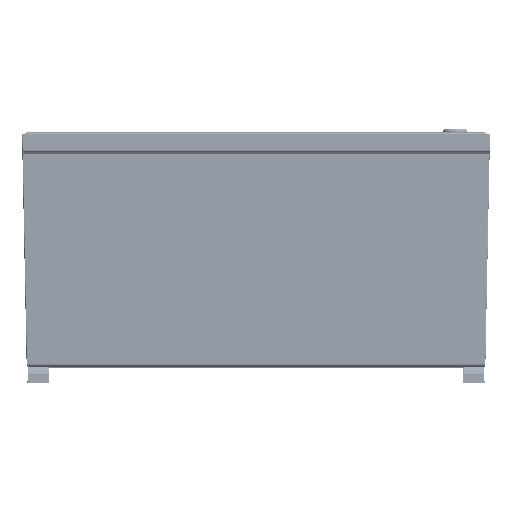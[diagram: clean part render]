
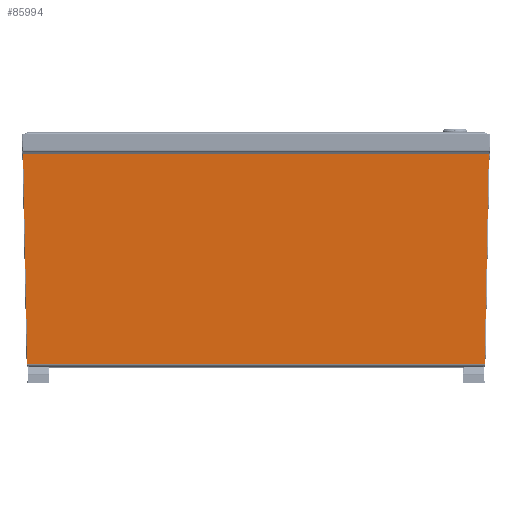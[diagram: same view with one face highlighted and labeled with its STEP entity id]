
A CAD part, top view. The second image highlights one B-rep face of the part: STEP entity #85994.
In plain terms, the highlighted planar face has unit normal (0, -0.014, 1).
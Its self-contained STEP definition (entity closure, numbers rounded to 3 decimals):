
#19605=DIRECTION('',(-1.,0.,0.));
#19606=VECTOR('',#19605,586.16);
#19607=CARTESIAN_POINT('',(293.08,3.938,384.055));
#19608=LINE('',#19607,#19606);
#20192=DIRECTION('',(0.02,1.,0.014));
#20193=VECTOR('',#20192,268.764);
#20194=CARTESIAN_POINT('',(293.08,3.938,384.055));
#20195=LINE('',#20194,#20193);
#20196=DIRECTION('',(0.02,-1.,-0.014));
#20197=VECTOR('',#20196,268.764);
#20198=CARTESIAN_POINT('',(-298.471,272.622,
387.795));
#20199=LINE('',#20198,#20197);
#20229=DIRECTION('',(1.,0.,0.));
#20230=VECTOR('',#20229,596.942);
#20231=CARTESIAN_POINT('',(-298.471,272.622,
387.795));
#20232=LINE('',#20231,#20230);
#44334=CARTESIAN_POINT('',(-298.471,272.622,
387.795));
#44335=CARTESIAN_POINT('',(298.471,272.622,387.795));
#44336=VERTEX_POINT('',#44334);
#44337=VERTEX_POINT('',#44335);
#44340=CARTESIAN_POINT('',(-293.08,3.938,
384.055));
#44341=VERTEX_POINT('',#44340);
#44342=CARTESIAN_POINT('',(293.08,3.938,384.055));
#44343=VERTEX_POINT('',#44342);
#85981=CARTESIAN_POINT('',(310.,273.,387.8));
#85982=DIRECTION('',(0.,0.014,-1.));
#85983=DIRECTION('',(0.,1.,0.014));
#85984=AXIS2_PLACEMENT_3D('',#85981,#85982,#85983);
#85985=PLANE('',#85984);
#85987=ORIENTED_EDGE('',*,*,#85986,.F.);
#85988=ORIENTED_EDGE('',*,*,#84468,.T.);
#85989=ORIENTED_EDGE('',*,*,#85976,.F.);
#85991=ORIENTED_EDGE('',*,*,#85990,.T.);
#85992=EDGE_LOOP('',(#85987,#85988,#85989,#85991));
#85993=FACE_OUTER_BOUND('',#85992,.F.);
#84468=EDGE_CURVE('',#44343,#44341,#19608,.T.);
#85976=EDGE_CURVE('',#44336,#44341,#20199,.T.);
#85986=EDGE_CURVE('',#44343,#44337,#20195,.T.);
#85990=EDGE_CURVE('',#44336,#44337,#20232,.T.);
#85994=ADVANCED_FACE('',(#85993),#85985,.F.);
